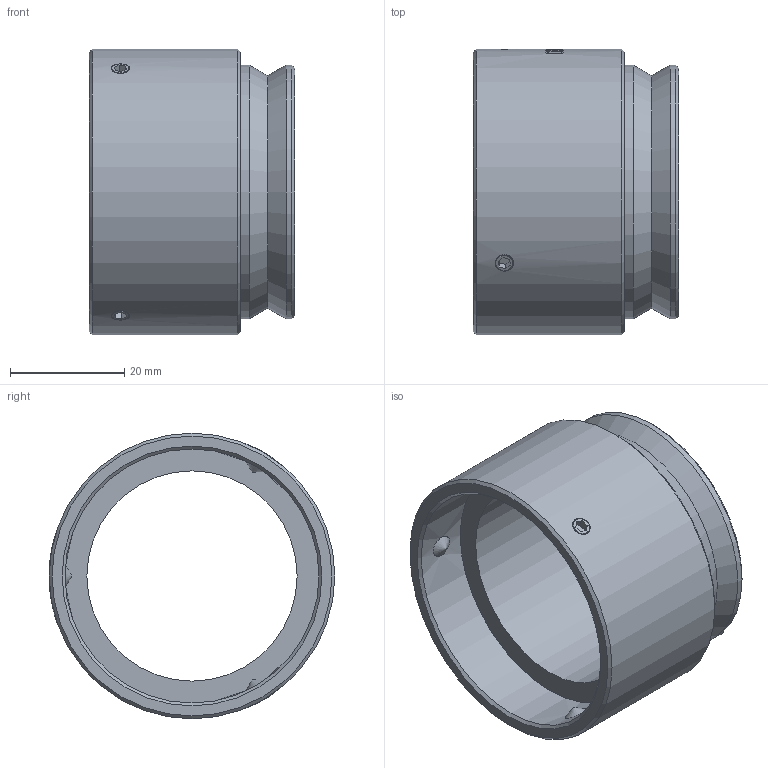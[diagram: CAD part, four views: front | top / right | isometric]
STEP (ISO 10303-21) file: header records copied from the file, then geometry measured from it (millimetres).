
FILE_DESCRIPTION(/* description */ (''),/* implementation_level */ '2;1');
FILE_NAME(/* name */ '81300.stp',/* time_stamp */ '2018-01-03T08:48:11-05:00',/* author */ ('BONAFEDE'),/* organization */ ('NAVITAR'),/* preprocessor_version */ 'ST-DEVELOPER v16.13',/* originating_system */ 'Autodesk Inventor 2018',/* authorisation */ '');
FILE_SCHEMA (('AUTOMOTIVE_DESIGN { 1 0 10303 214 3 1 1 }'));
Length unit declared in the file: inch
Products named in the file (1): Part4
Bounding box: 36.01 x 50.04 x 50.04 mm (x, y, z)
Volume: 22637.5 mm3; surface area: 11668 mm2
Topology: 1 solids, 1 shells, 163 faces, 423 edges, 279 vertices
Faces by surface type: bspline 64, plane 62, cylinder 25, cone 12
Full cylindrical faces by diameter (mm): 3.251 x3, 36.83 x1, 44.45 x2, 44.475 x1, 50.038 x1
Entity records: 6712 total; most frequent: CARTESIAN_POINT 3180, ORIENTED_EDGE 786, DIRECTION 506, EDGE_CURVE 393, VERTEX_POINT 271, EDGE_LOOP 204, LINE 188, VECTOR 188
